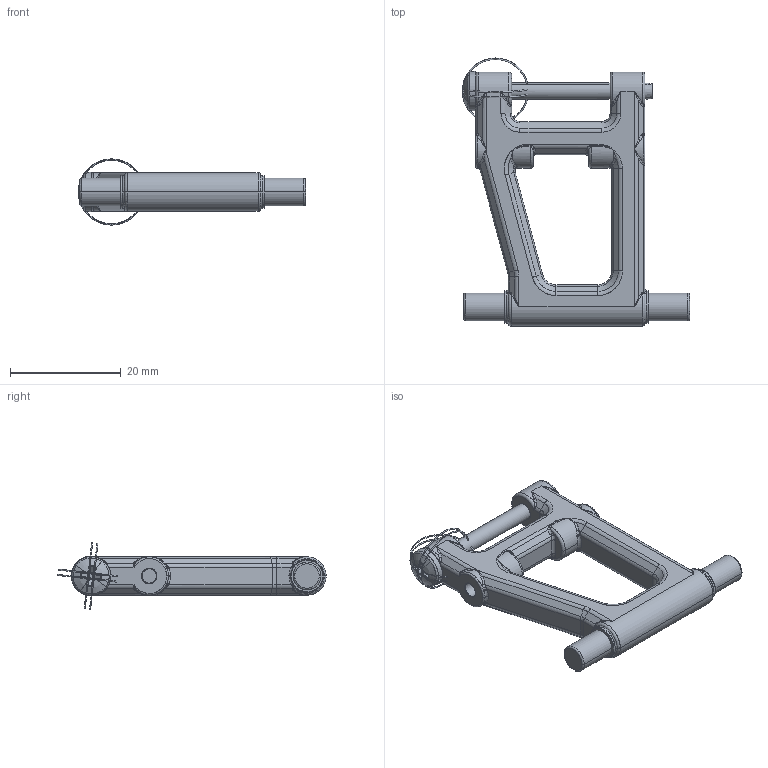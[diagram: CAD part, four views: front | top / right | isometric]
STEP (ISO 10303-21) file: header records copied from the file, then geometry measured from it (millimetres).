
FILE_DESCRIPTION(/* description */ ('CAx-IF Rec.Pracs.---Representation and Presentation of Product Manufacturing Information (PMI)---4.0---2014-10-13','CAx-IF Rec.Pracs.---3D Tessellated Geometry---0.4---2014-09-14','2;1'),/* implementation_level */ '2;1');
FILE_NAME(/* name */ 'Triangle arriere inf. B14 51003',/* time_stamp */ '2024-09-28T19:56:39+02:00',/* author */ (''),/* organization */ (''),/* preprocessor_version */ 'ST-DEVELOPER v16.7',/* originating_system */ 'SIEMENS PLM Software NX 1867',/* authorisation */ $);
FILE_SCHEMA (('AP242_MANAGED_MODEL_BASED_3D_ENGINEERING_MIM_LF { 1 0 10303 442 1 1 4 }'));
Length unit declared in the file: millimetre
Products named in the file (2): Triangle arriere inf. B14 51003; Vis 3x32 MA9 9805756
Assembly tree (1 placements, depth 2):
  Triangle arriere inf. B14 51003
    Vis 3x32 MA9 9805756
Bounding box: 41.03 x 48.45 x 11.99 mm (x, y, z)
Surface area: 3872.7 mm2 (no closed solid volume)
Topology: 0 solids, 583 shells, 581 faces, 2597 edges, 2541 vertices
Faces by surface type: bspline 200, cylinder 142, torus 135, plane 64, cone 21, sphere 19
Entity records: 40711 total; most frequent: CARTESIAN_POINT 20194, VERTEX_POINT 2541, ORIENTED_EDGE 2533, EDGE_CURVE 2533, B_SPLINE_CURVE_WITH_KNOTS 1964, DIRECTION 1649, AXIS2_PLACEMENT_3D 697, FACE_BOUND 592
